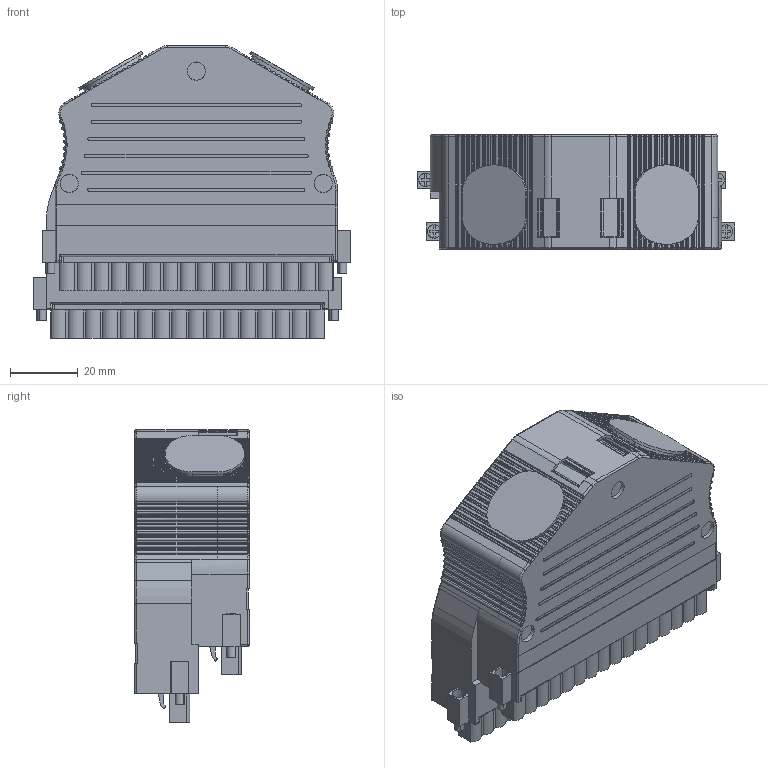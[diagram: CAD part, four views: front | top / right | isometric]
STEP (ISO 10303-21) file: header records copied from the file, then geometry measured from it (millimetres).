
FILE_DESCRIPTION(('CATIA V5 STEP Exchange','CAx-IF Rec.Pracs.--- Model Styling and Organization---1.4--- 2014-01-23'),'2;1');
FILE_NAME ('1158151-4_0_2698620000_2698620000.stp','2022-12-16T13:41:29+00:00',('none'),('Weidmueller'),'CATIA Version 5-6 Release 2016 SP3 HF44','CATIA V5 STEP AP214','none');
FILE_SCHEMA(('AUTOMOTIVE_DESIGN { 1 0 10303 214 1 1 1 1 }'));
Products named in the file (1): 2698620000
Bounding box: 93.62 x 33.74 x 86.35 mm (x, y, z)
Volume: 178951 mm3; surface area: 50826.1 mm2
Topology: 39 solids, 42 shells, 3565 faces, 9741 edges, 6379 vertices
Faces by surface type: plane 2272, cylinder 951, torus 135, bspline 127, sphere 39, extrusion 26, cone 15
Entity records: 117969 total; most frequent: CARTESIAN_POINT 32244, ORIENTED_EDGE 19400, DIRECTION 13763, EDGE_CURVE 9700, VECTOR 7126, LINE 7100, VERTEX_POINT 6379, AXIS2_PLACEMENT_3D 4168
